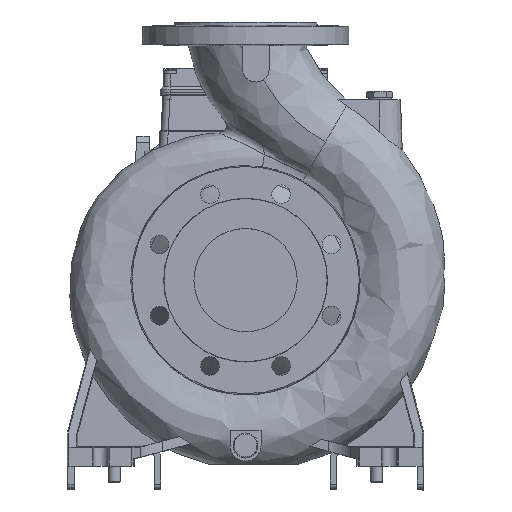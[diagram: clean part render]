
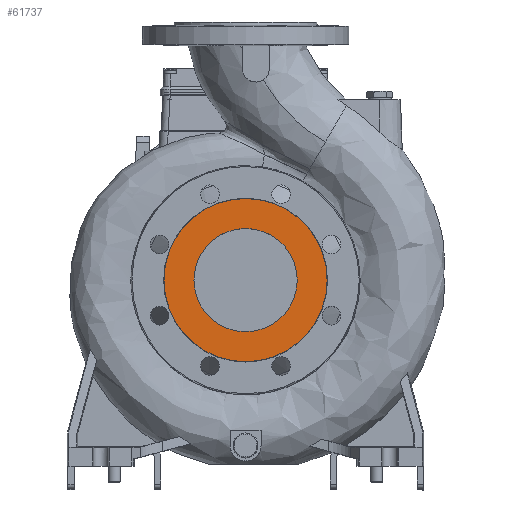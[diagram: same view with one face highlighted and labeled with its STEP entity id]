
A CAD part, top view. The second image highlights one B-rep face of the part: STEP entity #61737.
In plain terms, the highlighted planar face has unit normal (0, 0, 1).
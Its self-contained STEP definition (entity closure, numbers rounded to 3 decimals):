
#1045 = CARTESIAN_POINT ( 'NONE',  ( -158., 158., 0. ) ) ;
#13119 = CARTESIAN_POINT ( 'NONE',  ( -50., 0., 0. ) ) ;
#15761 = CIRCLE ( 'NONE', #67802, 79. ) ;
#16947 = EDGE_CURVE ( 'NONE', #151681, #59974, #157179, .T. ) ;
#17614 = CARTESIAN_POINT ( 'NONE',  ( 79., 0., 0. ) ) ;
#19923 = EDGE_LOOP ( 'NONE', ( #21279, #88444 ) ) ;
#20559 = CARTESIAN_POINT ( 'NONE',  ( 0., 0., 0. ) ) ;
#21279 = ORIENTED_EDGE ( 'NONE', *, *, #99802, .F. ) ;
#22255 = DIRECTION ( 'NONE',  ( -1., 0., 0. ) ) ;
#31227 = EDGE_LOOP ( 'NONE', ( #140164, #93994 ) ) ;
#39694 = FACE_OUTER_BOUND ( 'NONE', #31227, .T. ) ;
#40520 = DIRECTION ( 'NONE',  ( 0., 0., 1. ) ) ;
#48540 = CARTESIAN_POINT ( 'NONE',  ( 50., 0., 0. ) ) ;
#50882 = DIRECTION ( 'NONE',  ( 1., 0., 0. ) ) ;
#59974 = VERTEX_POINT ( 'NONE', #48540 ) ;
#61737 = ADVANCED_FACE ( 'NONE', ( #107436, #39694 ), #118599, .F. ) ;
#65410 = CARTESIAN_POINT ( 'NONE',  ( 0., 0., 0. ) ) ;
#65738 = CIRCLE ( 'NONE', #153510, 50. ) ;
#67802 = AXIS2_PLACEMENT_3D ( 'NONE', #98468, #72684, #125066 ) ;
#69756 = EDGE_CURVE ( 'NONE', #149907, #163771, #15761, .T. ) ;
#72470 = AXIS2_PLACEMENT_3D ( 'NONE', #1045, #144393, #157269 ) ;
#72684 = DIRECTION ( 'NONE',  ( 0., 0., 1. ) ) ;
#72905 = DIRECTION ( 'NONE',  ( 0., 0., 1. ) ) ;
#77759 = AXIS2_PLACEMENT_3D ( 'NONE', #65410, #40520, #50882 ) ;
#85004 = AXIS2_PLACEMENT_3D ( 'NONE', #20559, #72905, #22255 ) ;
#88444 = ORIENTED_EDGE ( 'NONE', *, *, #16947, .F. ) ;
#93994 = ORIENTED_EDGE ( 'NONE', *, *, #156874, .T. ) ;
#98468 = CARTESIAN_POINT ( 'NONE',  ( 0., 0., 0. ) ) ;
#99802 = EDGE_CURVE ( 'NONE', #59974, #151681, #65738, .T. ) ;
#107436 = FACE_BOUND ( 'NONE', #19923, .T. ) ;
#108845 = CARTESIAN_POINT ( 'NONE',  ( 0., 0., 0. ) ) ;
#109684 = DIRECTION ( 'NONE',  ( 1., 0., 0. ) ) ;
#118599 = PLANE ( 'NONE',  #72470 ) ;
#125066 = DIRECTION ( 'NONE',  ( -1., 0., 0. ) ) ;
#131686 = CIRCLE ( 'NONE', #85004, 79. ) ;
#133762 = DIRECTION ( 'NONE',  ( 0., 0., 1. ) ) ;
#140164 = ORIENTED_EDGE ( 'NONE', *, *, #69756, .T. ) ;
#144393 = DIRECTION ( 'NONE',  ( 0., 0., -1. ) ) ;
#149907 = VERTEX_POINT ( 'NONE', #158343 ) ;
#151681 = VERTEX_POINT ( 'NONE', #13119 ) ;
#153510 = AXIS2_PLACEMENT_3D ( 'NONE', #108845, #133762, #109684 ) ;
#156874 = EDGE_CURVE ( 'NONE', #163771, #149907, #131686, .T. ) ;
#157179 = CIRCLE ( 'NONE', #77759, 50. ) ;
#157269 = DIRECTION ( 'NONE',  ( 0., 1., 0. ) ) ;
#158343 = CARTESIAN_POINT ( 'NONE',  ( -79., 0., 0. ) ) ;
#163771 = VERTEX_POINT ( 'NONE', #17614 ) ;
